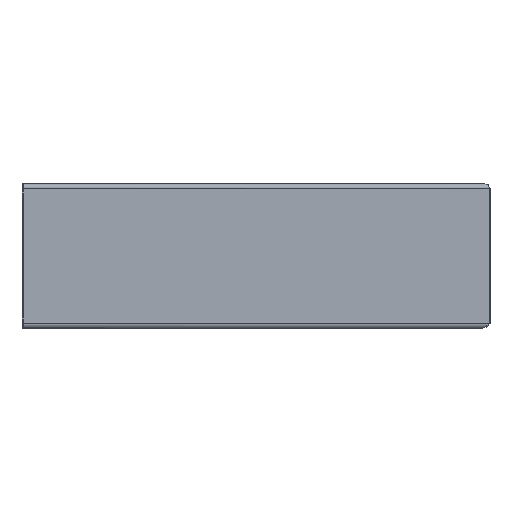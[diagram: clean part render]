
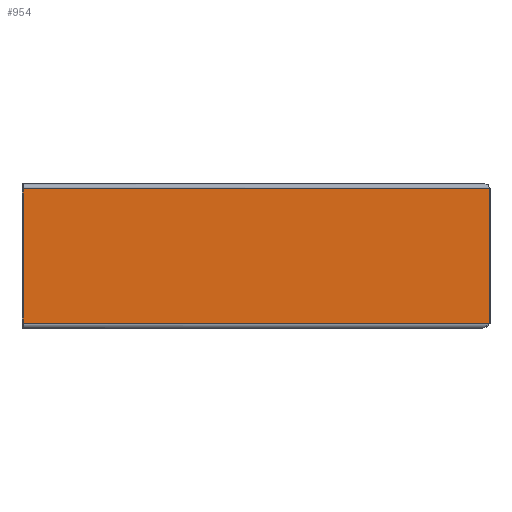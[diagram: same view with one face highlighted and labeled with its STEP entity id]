
A CAD part, top view. The second image highlights one B-rep face of the part: STEP entity #954.
In plain terms, the highlighted planar face has unit normal (0, 0, 1).
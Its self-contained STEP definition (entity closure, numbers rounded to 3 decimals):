
#62=FACE_OUTER_BOUND($,#163,.T.);
#163=EDGE_LOOP($,(#740,#741,#742,#743,#744,#745));
#223=LINE($,#1423,#312);
#255=LINE($,#1498,#344);
#260=LINE($,#1506,#349);
#268=LINE($,#1566,#357);
#269=LINE($,#1569,#358);
#272=LINE($,#1581,#361);
#312=VECTOR($,#1134,3.5);
#344=VECTOR($,#1198,3.5);
#349=VECTOR($,#1209,90.);
#357=VECTOR($,#1225,333.);
#358=VECTOR($,#1228,333.);
#361=VECTOR($,#1235,97.);
#406=VERTEX_POINT($,#1420);
#407=VERTEX_POINT($,#1422);
#433=VERTEX_POINT($,#1492);
#434=VERTEX_POINT($,#1496);
#437=VERTEX_POINT($,#1553);
#438=VERTEX_POINT($,#1568);
#491=EDGE_CURVE($,#406,#407,#223,.T.);
#528=EDGE_CURVE($,#433,#434,#255,.T.);
#533=EDGE_CURVE($,#434,#406,#260,.T.);
#542=EDGE_CURVE($,#437,#407,#268,.T.);
#543=EDGE_CURVE($,#433,#438,#269,.T.);
#547=EDGE_CURVE($,#437,#438,#272,.T.);
#740=ORIENTED_EDGE($,*,*,#543,.T.);
#741=ORIENTED_EDGE($,*,*,#547,.F.);
#742=ORIENTED_EDGE($,*,*,#542,.T.);
#743=ORIENTED_EDGE($,*,*,#491,.F.);
#744=ORIENTED_EDGE($,*,*,#533,.F.);
#745=ORIENTED_EDGE($,*,*,#528,.F.);
#844=PLANE($,#1027);
#954=ADVANCED_FACE($,(#62),#844,.T.);
#1027=AXIS2_PLACEMENT_3D($,#1610,#1237,#1238);
#1134=DIRECTION($,(0.,1.,0.));
#1198=DIRECTION($,(0.,1.,0.));
#1209=DIRECTION($,(0.,1.,0.));
#1225=DIRECTION($,(-1.,0.,0.));
#1228=DIRECTION($,(1.,0.,0.));
#1235=DIRECTION($,(0.,-1.,0.));
#1237=DIRECTION('center_axis',(0.,0.,1.));
#1238=DIRECTION('ref_axis',(1.,0.,0.));
#1420=CARTESIAN_POINT('',(-169.066,88.903,11.13));
#1422=CARTESIAN_POINT('',(-169.066,92.403,11.13));
#1423=CARTESIAN_POINT($,(-169.066,-4.597,11.13));
#1492=CARTESIAN_POINT('',(-169.066,-4.597,11.13));
#1496=CARTESIAN_POINT('',(-169.066,-1.097,11.13));
#1498=CARTESIAN_POINT($,(-169.066,-4.597,11.13));
#1506=CARTESIAN_POINT($,(-169.066,-4.597,11.13));
#1553=CARTESIAN_POINT('',(163.934,92.403,11.13));
#1566=CARTESIAN_POINT($,(-169.066,92.403,11.13));
#1568=CARTESIAN_POINT('',(163.934,-4.597,11.13));
#1569=CARTESIAN_POINT($,(-4.177,-4.597,11.13));
#1581=CARTESIAN_POINT($,(163.934,-4.597,11.13));
#1610=CARTESIAN_POINT('Origin',(-3.087,4.952,11.13));
